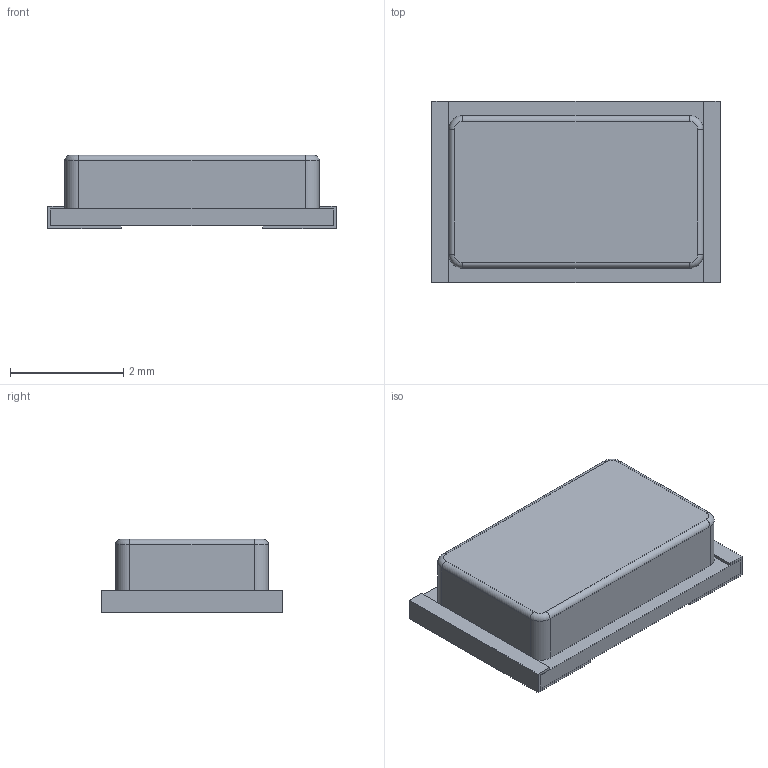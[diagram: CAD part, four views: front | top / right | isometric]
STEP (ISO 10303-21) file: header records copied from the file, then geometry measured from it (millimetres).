
FILE_DESCRIPTION (( 'STEP AP214' ), '1' );
FILE_NAME ( 'XM5032.STEP', '2024-12-19T16:39:32', ( '' ), ( '' ), '', '©2017-2022 PCBL', '' );
FILE_SCHEMA (( 'AUTOMOTIVE_DESIGN' ));
Length unit declared in the file: millimetre
Products named in the file (1): XM5032
Bounding box: 5.1 x 3.2 x 1.3 mm (x, y, z)
Volume: 16.9 mm3; surface area: 74.9 mm2
Topology: 3 solids, 3 shells, 43 faces, 100 edges, 64 vertices
Faces by surface type: plane 31, cylinder 8, torus 4
Entity records: 1394 total; most frequent: CARTESIAN_POINT 208, DIRECTION 208, ORIENTED_EDGE 200, EDGE_CURVE 100, VECTOR 80, LINE 80, VERTEX_POINT 64, AXIS2_PLACEMENT_3D 64
